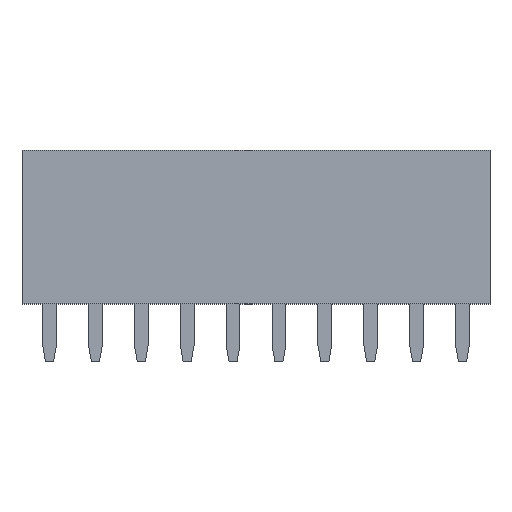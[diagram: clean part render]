
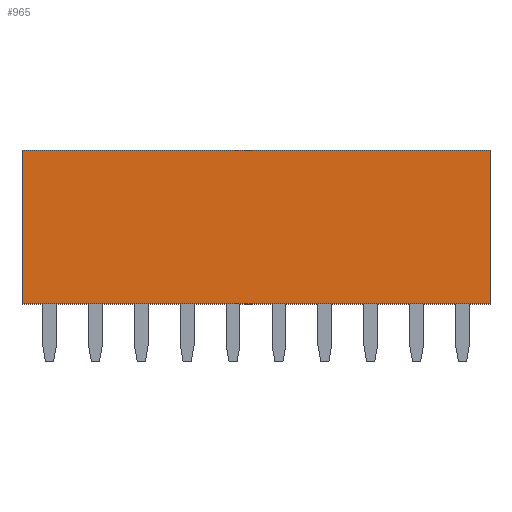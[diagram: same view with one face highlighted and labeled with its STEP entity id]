
A CAD part, top view. The second image highlights one B-rep face of the part: STEP entity #965.
In plain terms, the highlighted planar face has unit normal (0, 0, 1).
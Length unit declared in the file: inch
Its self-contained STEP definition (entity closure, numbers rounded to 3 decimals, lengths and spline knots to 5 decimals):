
#621 = ORIENTED_EDGE ( 'NONE', *, *, #15895, .T. ) ;
#890 = CARTESIAN_POINT ( 'NONE',  ( 0.51, 0.335, 0.1 ) ) ;
#965 = ADVANCED_FACE ( 'NONE', ( #8699 ), #9931, .F. ) ;
#1133 = CARTESIAN_POINT ( 'NONE',  ( -0.51, 0., 0.1 ) ) ;
#1201 = ORIENTED_EDGE ( 'NONE', *, *, #17448, .T. ) ;
#1606 = DIRECTION ( 'NONE',  ( 0., -1., 0. ) ) ;
#1779 = DIRECTION ( 'NONE',  ( 0., -1., 0. ) ) ;
#2310 = DIRECTION ( 'NONE',  ( 1., 0., 0. ) ) ;
#2333 = EDGE_CURVE ( 'NONE', #12344, #7176, #15140, .T. ) ;
#2607 = VECTOR ( 'NONE', #2310, 39.37008 ) ;
#3537 = CARTESIAN_POINT ( 'NONE',  ( -0.51, 0.335, 0.1 ) ) ;
#3928 = ORIENTED_EDGE ( 'NONE', *, *, #4796, .F. ) ;
#4796 = EDGE_CURVE ( 'NONE', #7176, #5463, #10100, .T. ) ;
#5321 = AXIS2_PLACEMENT_3D ( 'NONE', #8707, #15586, #7353 ) ;
#5463 = VERTEX_POINT ( 'NONE', #12483 ) ;
#5782 = CARTESIAN_POINT ( 'NONE',  ( -0.51, 0., 0.1 ) ) ;
#6706 = LINE ( 'NONE', #1133, #7127 ) ;
#7127 = VECTOR ( 'NONE', #14617, 39.37008 ) ;
#7176 = VERTEX_POINT ( 'NONE', #9734 ) ;
#7353 = DIRECTION ( 'NONE',  ( -1., 0., 0. ) ) ;
#8699 = FACE_OUTER_BOUND ( 'NONE', #11167, .T. ) ;
#8707 = CARTESIAN_POINT ( 'NONE',  ( -0.51, 0.335, 0.1 ) ) ;
#9552 = VECTOR ( 'NONE', #1779, 39.37008 ) ;
#9734 = CARTESIAN_POINT ( 'NONE',  ( 0.51, 0.335, 0.1 ) ) ;
#9875 = CARTESIAN_POINT ( 'NONE',  ( -0.51, 0.335, 0.1 ) ) ;
#9931 = PLANE ( 'NONE',  #5321 ) ;
#9958 = LINE ( 'NONE', #9875, #9552 ) ;
#10100 = LINE ( 'NONE', #12500, #13065 ) ;
#11167 = EDGE_LOOP ( 'NONE', ( #3928, #15274, #621, #1201 ) ) ;
#11361 = VERTEX_POINT ( 'NONE', #5782 ) ;
#12344 = VERTEX_POINT ( 'NONE', #3537 ) ;
#12483 = CARTESIAN_POINT ( 'NONE',  ( 0.51, 0., 0.1 ) ) ;
#12500 = CARTESIAN_POINT ( 'NONE',  ( 0.51, 0.335, 0.1 ) ) ;
#13065 = VECTOR ( 'NONE', #1606, 39.37008 ) ;
#14617 = DIRECTION ( 'NONE',  ( 1., 0., 0. ) ) ;
#15140 = LINE ( 'NONE', #890, #2607 ) ;
#15274 = ORIENTED_EDGE ( 'NONE', *, *, #2333, .F. ) ;
#15586 = DIRECTION ( 'NONE',  ( 0., 0., -1. ) ) ;
#15895 = EDGE_CURVE ( 'NONE', #12344, #11361, #9958, .T. ) ;
#17448 = EDGE_CURVE ( 'NONE', #11361, #5463, #6706, .T. ) ;
